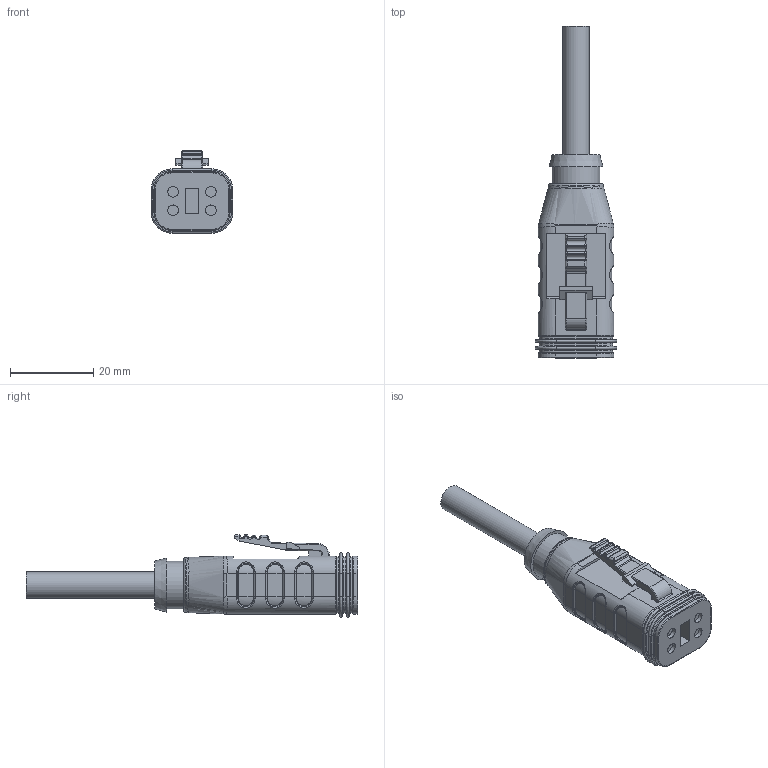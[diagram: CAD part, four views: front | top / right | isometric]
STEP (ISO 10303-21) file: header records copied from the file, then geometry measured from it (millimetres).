
FILE_DESCRIPTION(/* description */ (''),/* implementation_level */ '2;1');
FILE_NAME(/* name */ '1-V0011020__5037554__MA-DT06-4S-2-S370_assy_26-06-2023_stp.stp',/* time_stamp */ '2023-06-26T08:21:07+02:00',/* author */ ('ESCHA GmbH & Co. KG'),/* organization */ ('ESCHA GmbH & Co. KG'),/* preprocessor_version */ 'ST-DEVELOPER v16',/* originating_system */ 'SIEMENS PLM Software NX 10.0',/* authorisation */ '');
FILE_SCHEMA (('AUTOMOTIVE_DESIGN { 1 0 10303 214 3 1 1 1 }'));
Length unit declared in the file: millimetre
Products named in the file (1): t.he27E4C319uk19
Bounding box: 19.66 x 79.95 x 19.87 mm (x, y, z)
Volume: 11078 mm3; surface area: 4540 mm2
Topology: 1 solids, 1 shells, 473 faces, 1169 edges, 699 vertices
Faces by surface type: cylinder 174, plane 105, torus 101, bspline 87, sphere 4, cone 2
Full cylindrical faces by diameter (mm): 2.56 x4, 6.4 x1, 11.5 x1
Entity records: 16828 total; most frequent: CARTESIAN_POINT 6171, DIRECTION 2244, ORIENTED_EDGE 2228, EDGE_CURVE 1114, AXIS2_PLACEMENT_3D 927, VERTEX_POINT 684, EDGE_LOOP 534, CIRCLE 530
